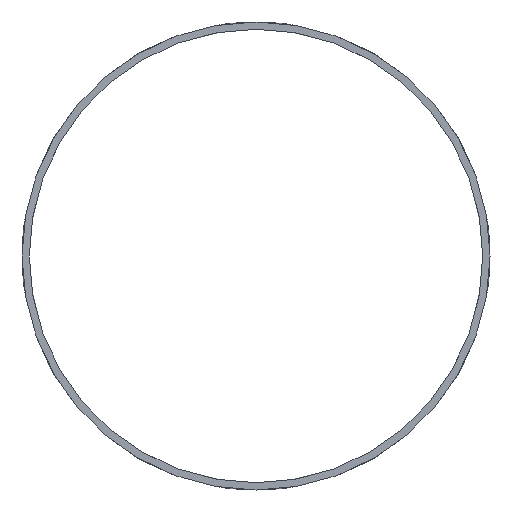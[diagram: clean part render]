
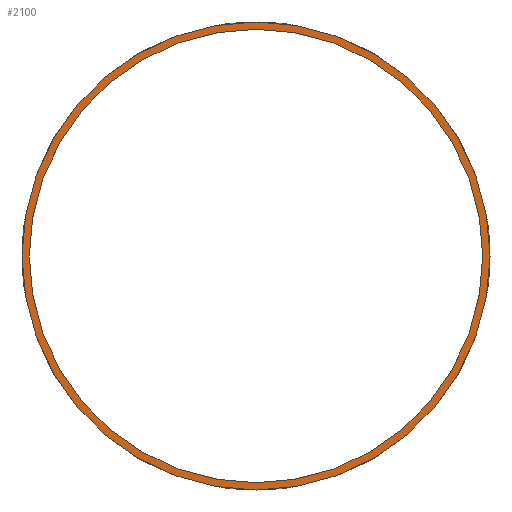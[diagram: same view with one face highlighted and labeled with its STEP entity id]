
A CAD part, front view. The second image highlights one B-rep face of the part: STEP entity #2100.
In plain terms, the highlighted planar face has unit normal (0, -1, 0).
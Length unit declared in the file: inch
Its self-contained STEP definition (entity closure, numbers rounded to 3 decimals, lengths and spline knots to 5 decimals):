
#86=FACE_BOUND('',#378,.T.);
#104=PLANE('',#2294);
#222=FACE_OUTER_BOUND('',#377,.T.);
#377=EDGE_LOOP('',(#1982,#1983));
#378=EDGE_LOOP('',(#1984));
#464=CIRCLE('',#2287,3.875);
#467=CIRCLE('',#2291,4.);
#468=CIRCLE('',#2292,4.);
#1026=VERTEX_POINT('',#5574);
#1029=VERTEX_POINT('',#5583);
#1030=VERTEX_POINT('',#5585);
#1342=EDGE_CURVE('',#1026,#1026,#464,.T.);
#1347=EDGE_CURVE('',#1029,#1030,#467,.T.);
#1348=EDGE_CURVE('',#1030,#1029,#468,.T.);
#1982=ORIENTED_EDGE('',*,*,#1348,.F.);
#1983=ORIENTED_EDGE('',*,*,#1347,.F.);
#1984=ORIENTED_EDGE('',*,*,#1342,.F.);
#2100=ADVANCED_FACE('',(#222,#86),#104,.F.);
#2287=AXIS2_PLACEMENT_3D('',#5576,#2727,#2728);
#2291=AXIS2_PLACEMENT_3D('',#5586,#2737,#2738);
#2292=AXIS2_PLACEMENT_3D('',#5587,#2739,#2740);
#2294=AXIS2_PLACEMENT_3D('',#5589,#2743,#2744);
#2727=DIRECTION('center_axis',(0.,-1.,0.));
#2728=DIRECTION('ref_axis',(1.,0.,0.));
#2737=DIRECTION('center_axis',(0.,1.,0.));
#2738=DIRECTION('ref_axis',(-1.,0.,0.));
#2739=DIRECTION('center_axis',(0.,1.,0.));
#2740=DIRECTION('ref_axis',(-1.,0.,0.));
#2743=DIRECTION('center_axis',(0.,1.,0.));
#2744=DIRECTION('ref_axis',(0.,0.,1.));
#5574=CARTESIAN_POINT('',(-3.875,0.,0.));
#5576=CARTESIAN_POINT('Origin',(0.,0.,0.));
#5583=CARTESIAN_POINT('',(4.,0.,0.));
#5585=CARTESIAN_POINT('',(-4.,0.,0.));
#5586=CARTESIAN_POINT('Origin',(0.,0.,0.));
#5587=CARTESIAN_POINT('Origin',(0.,0.,0.));
#5589=CARTESIAN_POINT('Origin',(0.,0.,0.));
